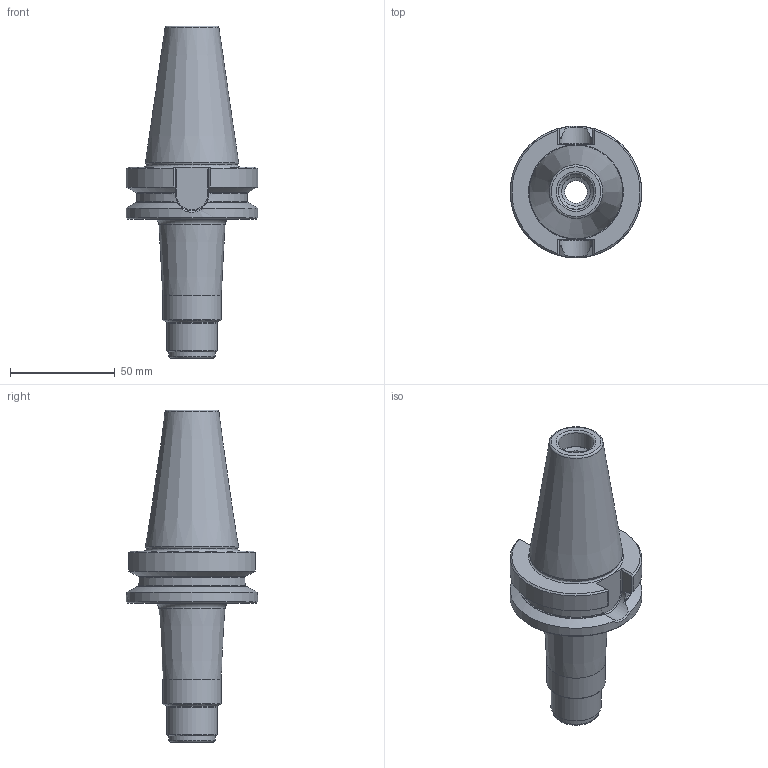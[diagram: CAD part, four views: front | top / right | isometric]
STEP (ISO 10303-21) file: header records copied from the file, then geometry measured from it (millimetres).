
FILE_DESCRIPTION(/* description */ (''),/* implementation_level */ '2;1');
FILE_NAME(/* name */ '514011650.stp',/* time_stamp */ '2021-06-01T08:27:54',/* author */ ('LRA'),/* organization */ ('REGO-FIX'),/* preprocessor_version */ ' Unknown',/* originating_system */ 'SIEMENS PLM Software Solid Edge ST10',/* authorization */ 'Unknown');
FILE_SCHEMA (('AUTOMOTIVE_DESIGN { 1 0 10303 214 2 1 1}'));
Length unit declared in the file: millimetre
Products named in the file (1): 0007371
Bounding box: 63 x 63 x 158.7 mm (x, y, z)
Volume: 154481.7 mm3; surface area: 29955.4 mm2
Topology: 1 solids, 1 shells, 86 faces, 216 edges, 135 vertices
Faces by surface type: plane 37, cylinder 19, cone 15, torus 13, bspline 2
Full cylindrical faces by diameter (mm): 11 x1, 13.835 x2, 17 x1, 22 x1, 24 x2, 28 x1, 63 x1
Entity records: 3145 total; most frequent: CARTESIAN_POINT 622, DIRECTION 390, ORIENTED_EDGE 370, EDGE_CURVE 185, AXIS2_PLACEMENT_3D 163, VERTEX_POINT 129, EDGE_LOOP 116, FACE_BOUND 116
